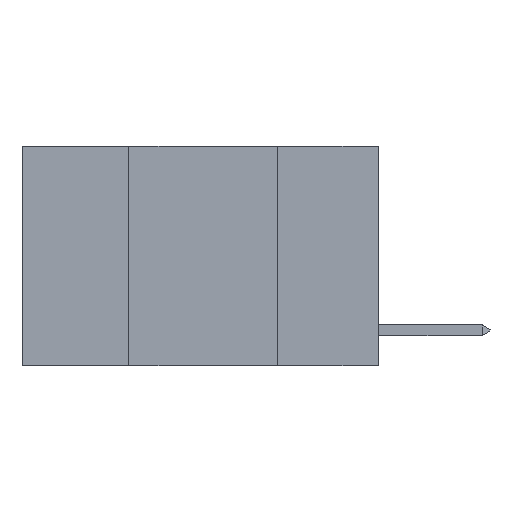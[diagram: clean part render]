
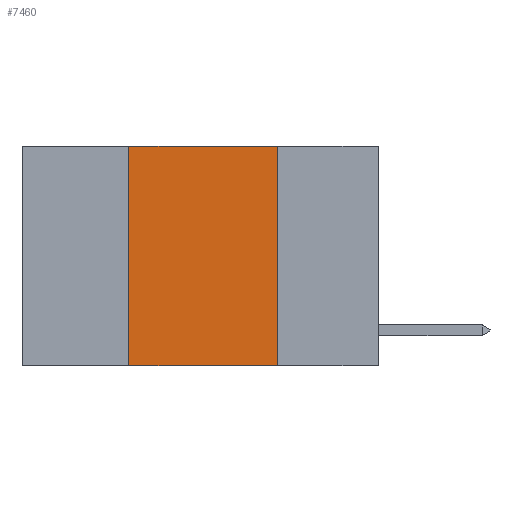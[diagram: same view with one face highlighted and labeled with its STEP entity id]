
A CAD part, left-side view. The second image highlights one B-rep face of the part: STEP entity #7460.
In plain terms, the highlighted planar face has unit normal (-1, 0, 0).
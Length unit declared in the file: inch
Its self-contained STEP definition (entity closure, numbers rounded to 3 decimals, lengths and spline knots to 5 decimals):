
#582 = EDGE_CURVE ( 'NONE', #3095, #11210, #12175, .T. ) ;
#1021 = ORIENTED_EDGE ( 'NONE', *, *, #13873, .F. ) ;
#2874 = DIRECTION ( 'NONE',  ( 0., -1., 0. ) ) ;
#3095 = VERTEX_POINT ( 'NONE', #23724 ) ;
#4060 = VECTOR ( 'NONE', #7670, 39.37008 ) ;
#4646 = CARTESIAN_POINT ( 'NONE',  ( 0., 0.6, 0. ) ) ;
#6336 = AXIS2_PLACEMENT_3D ( 'NONE', #4646, #15844, #12326 ) ;
#6707 = CARTESIAN_POINT ( 'NONE',  ( 0., 0.42, 0. ) ) ;
#7460 = ADVANCED_FACE ( 'NONE', ( #21744 ), #19603, .F. ) ;
#7670 = DIRECTION ( 'NONE',  ( 0., -1., 0. ) ) ;
#8058 = VECTOR ( 'NONE', #2874, 39.37008 ) ;
#8238 = LINE ( 'NONE', #6707, #11588 ) ;
#8711 = VERTEX_POINT ( 'NONE', #13693 ) ;
#8730 = DIRECTION ( 'NONE',  ( 0., 0., 1. ) ) ;
#9566 = LINE ( 'NONE', #17204, #4060 ) ;
#9703 = ORIENTED_EDGE ( 'NONE', *, *, #18452, .T. ) ;
#10450 = CARTESIAN_POINT ( 'NONE',  ( 0., 0.6, -0.37 ) ) ;
#10614 = CARTESIAN_POINT ( 'NONE',  ( 0., 0.17, -0.37 ) ) ;
#11210 = VERTEX_POINT ( 'NONE', #10614 ) ;
#11533 = CARTESIAN_POINT ( 'NONE',  ( 0., 0.17, 0. ) ) ;
#11588 = VECTOR ( 'NONE', #8730, 39.37008 ) ;
#12175 = LINE ( 'NONE', #11533, #23038 ) ;
#12311 = LINE ( 'NONE', #10450, #8058 ) ;
#12326 = DIRECTION ( 'NONE',  ( 0., 0., -1. ) ) ;
#12764 = ORIENTED_EDGE ( 'NONE', *, *, #582, .F. ) ;
#13693 = CARTESIAN_POINT ( 'NONE',  ( 0., 0.42, -0.37 ) ) ;
#13873 = EDGE_CURVE ( 'NONE', #8711, #20435, #8238, .T. ) ;
#15165 = DIRECTION ( 'NONE',  ( 0., 0., -1. ) ) ;
#15844 = DIRECTION ( 'NONE',  ( 1., 0., 0. ) ) ;
#17204 = CARTESIAN_POINT ( 'NONE',  ( 0., 0.6, 0. ) ) ;
#17628 = EDGE_LOOP ( 'NONE', ( #12764, #18949, #1021, #9703 ) ) ;
#18203 = EDGE_CURVE ( 'NONE', #20435, #3095, #9566, .T. ) ;
#18452 = EDGE_CURVE ( 'NONE', #8711, #11210, #12311, .T. ) ;
#18949 = ORIENTED_EDGE ( 'NONE', *, *, #18203, .F. ) ;
#19603 = PLANE ( 'NONE',  #6336 ) ;
#20435 = VERTEX_POINT ( 'NONE', #20674 ) ;
#20674 = CARTESIAN_POINT ( 'NONE',  ( 0., 0.42, 0. ) ) ;
#21744 = FACE_OUTER_BOUND ( 'NONE', #17628, .T. ) ;
#23038 = VECTOR ( 'NONE', #15165, 39.37008 ) ;
#23724 = CARTESIAN_POINT ( 'NONE',  ( 0., 0.17, 0. ) ) ;
